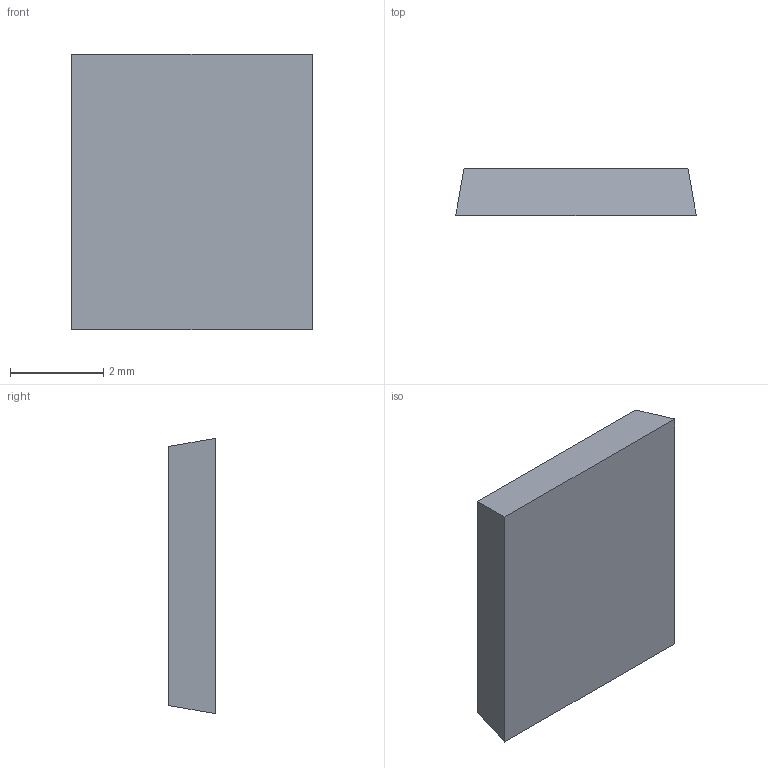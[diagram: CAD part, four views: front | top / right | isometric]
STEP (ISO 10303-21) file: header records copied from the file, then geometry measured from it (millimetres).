
FILE_DESCRIPTION(/* description */ (''),/* implementation_level */ '2;1');
FILE_NAME(/* name */ 'INF-PG-TDSON-8-1-P.step',/* time_stamp */ '2018-08-31T20:26:15-04:00',/* author */ ('j.reimerJCZUA'),/* organization */ (''),/* preprocessor_version */ 'ST-DEVELOPER v17',/* originating_system */ 'Autodesk Translation Framework v7.1.0.215',/* authorisation */ '');
FILE_SCHEMA (('AUTOMOTIVE_DESIGN { 1 0 10303 214 3 1 1 }'));
Length unit declared in the file: millimetre
Products named in the file (1): INF-PG-TDSON-8-1-P
Bounding box: 5.15 x 1 x 5.9 mm (x, y, z)
Volume: 28.5 mm3; surface area: 78.9 mm2
Topology: 1 solids, 1 shells, 8 faces, 17 edges, 12 vertices
Faces by surface type: plane 7, cylinder 1
Full cylindrical faces by diameter (mm): 0.5 x1
Entity records: 254 total; most frequent: DIRECTION 39, CARTESIAN_POINT 38, ORIENTED_EDGE 34, EDGE_CURVE 17, LINE 13, VECTOR 13, AXIS2_PLACEMENT_3D 13, VERTEX_POINT 12
